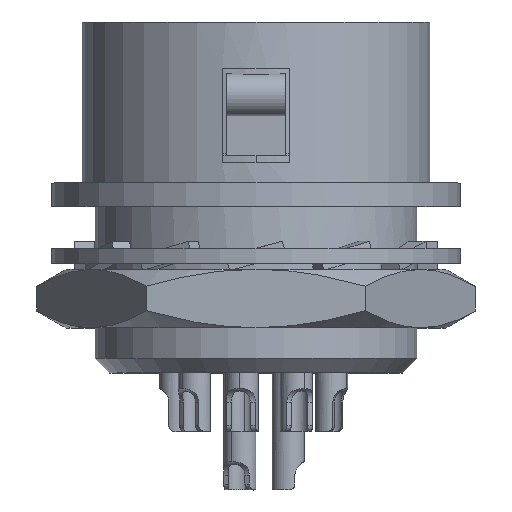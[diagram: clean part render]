
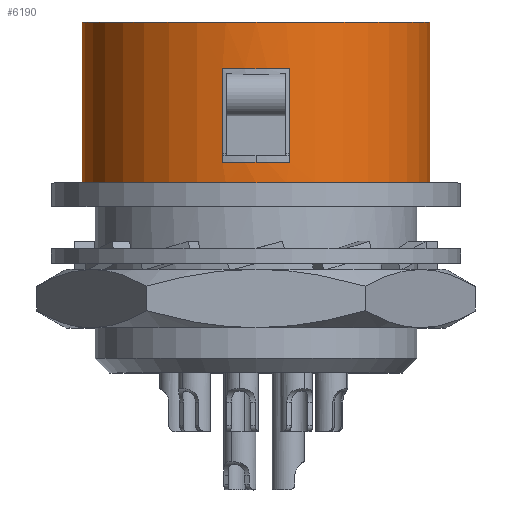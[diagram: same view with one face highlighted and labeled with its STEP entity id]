
A CAD part, top view. The second image highlights one B-rep face of the part: STEP entity #6190.
In plain terms, the highlighted cylindrical face has radius 5.95 mm (diameter 11.9 mm), a partial arc.
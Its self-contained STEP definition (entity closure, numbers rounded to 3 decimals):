
#210=CARTESIAN_POINT('',(0.,6.5,0.));
#220=DIRECTION('',(0.,1.,0.));
#230=DIRECTION('',(1.,0.,0.));
#240=AXIS2_PLACEMENT_3D('',#210,#220,#230);
#250=CIRCLE('',#240,5.95);
#260=CARTESIAN_POINT('',(5.95,6.5,0.));
#270=VERTEX_POINT('',#260);
#280=CARTESIAN_POINT('',(-5.95,6.5,0.));
#290=VERTEX_POINT('',#280);
#320=EDGE_CURVE('',#290,#270,#250,.T.);
#5520=CARTESIAN_POINT('',(0.,9.25,0.));
#5530=DIRECTION('',(0.,-1.,0.));
#5540=DIRECTION('',(-1.,0.,0.));
#5550=AXIS2_PLACEMENT_3D('',#5520,#5530,#5540);
#5560=CYLINDRICAL_SURFACE('',#5550,5.95);
#5570=CARTESIAN_POINT('',(-5.95,9.25,0.));
#5580=DIRECTION('',(0.,-1.,0.));
#5590=VECTOR('',#5580,1.);
#5600=LINE('',#5570,#5590);
#5610=CARTESIAN_POINT('',(-5.95,12.,0.));
#5620=VERTEX_POINT('',#5610);
#5630=EDGE_CURVE('',#5620,#290,#5600,.T.);
#5640=ORIENTED_EDGE('',*,*,#5630,.T.);
#5650=CARTESIAN_POINT('',(0.,12.,0.));
#5660=DIRECTION('',(0.,1.,0.));
#5670=DIRECTION('',(1.,0.,0.));
#5680=AXIS2_PLACEMENT_3D('',#5650,#5660,#5670);
#5690=CIRCLE('',#5680,5.95);
#5700=CARTESIAN_POINT('',(5.95,12.,0.));
#5710=VERTEX_POINT('',#5700);
#5720=EDGE_CURVE('',#5620,#5710,#5690,.T.);
#5730=ORIENTED_EDGE('',*,*,#5720,.F.);
#5740=CARTESIAN_POINT('',(5.95,9.25,0.));
#5750=DIRECTION('',(0.,-1.,0.));
#5760=VECTOR('',#5750,1.);
#5770=LINE('',#5740,#5760);
#5780=EDGE_CURVE('',#5710,#270,#5770,.T.);
#5790=ORIENTED_EDGE('',*,*,#5780,.F.);
#5800=ORIENTED_EDGE('',*,*,#320,.T.);
#5810=EDGE_LOOP('',(#5800,#5790,#5730,#5640));
#5820=FACE_OUTER_BOUND('',#5810,.T.);
#5830=CARTESIAN_POINT('',(-1.15,9.25,5.838));
#5840=DIRECTION('',(0.,-1.,0.));
#5850=VECTOR('',#5840,1.);
#5860=LINE('',#5830,#5850);
#5870=CARTESIAN_POINT('',(-1.15,10.4,5.838));
#5880=VERTEX_POINT('',#5870);
#5890=CARTESIAN_POINT('',(-1.15,7.2,5.838));
#5900=VERTEX_POINT('',#5890);
#5910=EDGE_CURVE('',#5880,#5900,#5860,.T.);
#5920=ORIENTED_EDGE('',*,*,#5910,.F.);
#5930=CARTESIAN_POINT('',(0.,7.2,0.));
#5940=DIRECTION('',(0.,-1.,0.));
#5950=DIRECTION('',(-1.,0.,0.));
#5960=AXIS2_PLACEMENT_3D('',#5930,#5940,#5950);
#5970=CIRCLE('',#5960,5.95);
#5980=CARTESIAN_POINT('',(1.15,7.2,5.838));
#5990=VERTEX_POINT('',#5980);
#6000=EDGE_CURVE('',#5990,#5900,#5970,.T.);
#6010=ORIENTED_EDGE('',*,*,#6000,.T.);
#6020=CARTESIAN_POINT('',(1.15,9.25,5.838));
#6030=DIRECTION('',(0.,-1.,0.));
#6040=VECTOR('',#6030,1.);
#6050=LINE('',#6020,#6040);
#6060=CARTESIAN_POINT('',(1.15,10.4,5.838));
#6070=VERTEX_POINT('',#6060);
#6080=EDGE_CURVE('',#6070,#5990,#6050,.T.);
#6090=ORIENTED_EDGE('',*,*,#6080,.T.);
#6100=CARTESIAN_POINT('',(0.,10.4,0.));
#6110=DIRECTION('',(0.,-1.,0.));
#6120=DIRECTION('',(-1.,0.,0.));
#6130=AXIS2_PLACEMENT_3D('',#6100,#6110,#6120);
#6140=CIRCLE('',#6130,5.95);
#6150=EDGE_CURVE('',#6070,#5880,#6140,.T.);
#6160=ORIENTED_EDGE('',*,*,#6150,.F.);
#6170=EDGE_LOOP('',(#6160,#6090,#6010,#5920));
#6180=FACE_BOUND('',#6170,.T.);
#6190=ADVANCED_FACE('',(#5820,#6180),#5560,.T.);
